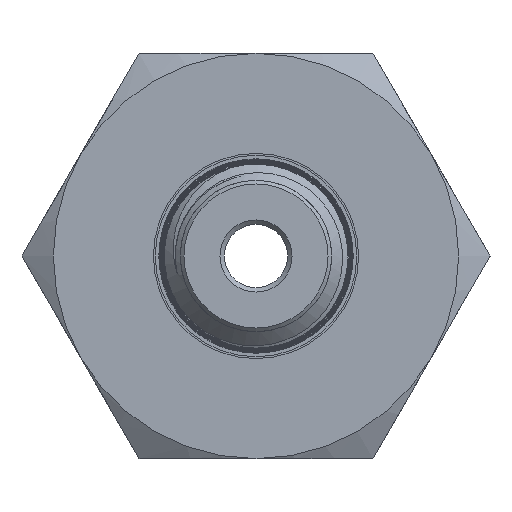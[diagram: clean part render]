
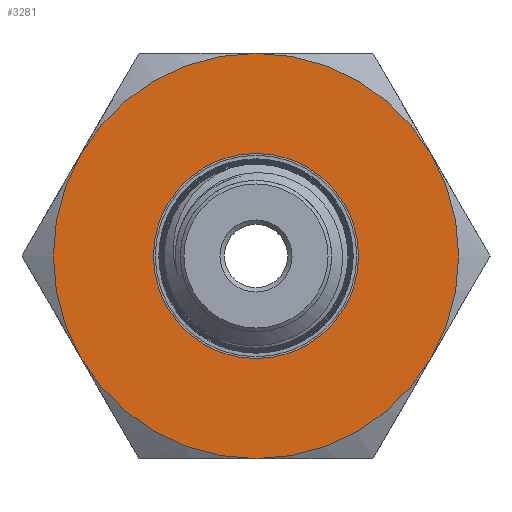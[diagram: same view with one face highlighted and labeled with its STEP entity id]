
A CAD part, left-side view. The second image highlights one B-rep face of the part: STEP entity #3281.
In plain terms, the highlighted planar face has unit normal (-1, 0, 0).
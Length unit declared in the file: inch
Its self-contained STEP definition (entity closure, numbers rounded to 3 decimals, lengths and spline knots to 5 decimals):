
#297 = DIRECTION ( 'NONE',  ( 0., 0., -1. ) ) ;
#613 = EDGE_CURVE ( 'NONE', #4664, #8229, #3832, .T. ) ;
#616 = CARTESIAN_POINT ( 'NONE',  ( -0.9445, 0., 0.5625 ) ) ;
#645 = CIRCLE ( 'NONE', #8742, 0.5625 ) ;
#734 = DIRECTION ( 'NONE',  ( -1., 0., 0. ) ) ;
#743 = VERTEX_POINT ( 'NONE', #4327 ) ;
#799 = AXIS2_PLACEMENT_3D ( 'NONE', #6631, #14922, #7071 ) ;
#969 = FACE_BOUND ( 'NONE', #9866, .T. ) ;
#1622 = ORIENTED_EDGE ( 'NONE', *, *, #11520, .T. ) ;
#3061 = CIRCLE ( 'NONE', #4373, 0.28475 ) ;
#3281 = ADVANCED_FACE ( 'NONE', ( #969, #9960 ), #5267, .T. ) ;
#3519 = AXIS2_PLACEMENT_3D ( 'NONE', #9813, #734, #4704 ) ;
#3553 = CARTESIAN_POINT ( 'NONE',  ( -0.9445, -0.48714, -0.28125 ) ) ;
#3832 = CIRCLE ( 'NONE', #12397, 0.5625 ) ;
#4327 = CARTESIAN_POINT ( 'NONE',  ( -0.9445, 0.48714, 0.28125 ) ) ;
#4373 = AXIS2_PLACEMENT_3D ( 'NONE', #5519, #6779, #14680 ) ;
#4664 = VERTEX_POINT ( 'NONE', #11162 ) ;
#4704 = DIRECTION ( 'NONE',  ( 0., 0., 1. ) ) ;
#4763 = VERTEX_POINT ( 'NONE', #616 ) ;
#4848 = AXIS2_PLACEMENT_3D ( 'NONE', #6605, #5455, #15999 ) ;
#5267 = PLANE ( 'NONE',  #3519 ) ;
#5455 = DIRECTION ( 'NONE',  ( 1., 0., 0. ) ) ;
#5519 = CARTESIAN_POINT ( 'NONE',  ( -0.9445, 0., 0. ) ) ;
#5673 = CARTESIAN_POINT ( 'NONE',  ( -0.9445, 0., 0. ) ) ;
#5705 = VERTEX_POINT ( 'NONE', #13329 ) ;
#6334 = CIRCLE ( 'NONE', #799, 0.5625 ) ;
#6504 = EDGE_LOOP ( 'NONE', ( #12997, #12372, #8462, #10676, #12854, #8095 ) ) ;
#6605 = CARTESIAN_POINT ( 'NONE',  ( -0.9445, 0., 0. ) ) ;
#6631 = CARTESIAN_POINT ( 'NONE',  ( -0.9445, 0., 0. ) ) ;
#6779 = DIRECTION ( 'NONE',  ( 1., 0., 0. ) ) ;
#6970 = CIRCLE ( 'NONE', #12300, 0.5625 ) ;
#7071 = DIRECTION ( 'NONE',  ( 0., 0., -1. ) ) ;
#7466 = CARTESIAN_POINT ( 'NONE',  ( -0.9445, 0., 0. ) ) ;
#7524 = DIRECTION ( 'NONE',  ( 0., 0., -1. ) ) ;
#7530 = EDGE_CURVE ( 'NONE', #8229, #10678, #6970, .T. ) ;
#7907 = DIRECTION ( 'NONE',  ( 0., 0., -1. ) ) ;
#8095 = ORIENTED_EDGE ( 'NONE', *, *, #11065, .F. ) ;
#8148 = CIRCLE ( 'NONE', #4848, 0.5625 ) ;
#8178 = CIRCLE ( 'NONE', #16554, 0.5625 ) ;
#8229 = VERTEX_POINT ( 'NONE', #3553 ) ;
#8462 = ORIENTED_EDGE ( 'NONE', *, *, #613, .F. ) ;
#8742 = AXIS2_PLACEMENT_3D ( 'NONE', #7466, #8857, #7524 ) ;
#8857 = DIRECTION ( 'NONE',  ( 1., 0., 0. ) ) ;
#9813 = CARTESIAN_POINT ( 'NONE',  ( -0.9445, 0.5625, 0. ) ) ;
#9866 = EDGE_LOOP ( 'NONE', ( #1622 ) ) ;
#9953 = CARTESIAN_POINT ( 'NONE',  ( -0.9445, 0., 0. ) ) ;
#9960 = FACE_OUTER_BOUND ( 'NONE', #6504, .T. ) ;
#10141 = EDGE_CURVE ( 'NONE', #4763, #4664, #8178, .T. ) ;
#10676 = ORIENTED_EDGE ( 'NONE', *, *, #10141, .F. ) ;
#10678 = VERTEX_POINT ( 'NONE', #13040 ) ;
#10786 = DIRECTION ( 'NONE',  ( 1., 0., 0. ) ) ;
#11065 = EDGE_CURVE ( 'NONE', #5705, #743, #6334, .T. ) ;
#11162 = CARTESIAN_POINT ( 'NONE',  ( -0.9445, -0.48714, 0.28125 ) ) ;
#11176 = CARTESIAN_POINT ( 'NONE',  ( -0.9445, 0., -0.28475 ) ) ;
#11520 = EDGE_CURVE ( 'NONE', #15514, #15514, #3061, .T. ) ;
#12004 = CARTESIAN_POINT ( 'NONE',  ( -0.9445, 0., 0. ) ) ;
#12300 = AXIS2_PLACEMENT_3D ( 'NONE', #9953, #12586, #15328 ) ;
#12372 = ORIENTED_EDGE ( 'NONE', *, *, #7530, .F. ) ;
#12397 = AXIS2_PLACEMENT_3D ( 'NONE', #12004, #15775, #7907 ) ;
#12586 = DIRECTION ( 'NONE',  ( 1., 0., 0. ) ) ;
#12854 = ORIENTED_EDGE ( 'NONE', *, *, #13322, .F. ) ;
#12997 = ORIENTED_EDGE ( 'NONE', *, *, #16649, .F. ) ;
#13040 = CARTESIAN_POINT ( 'NONE',  ( -0.9445, 0., -0.5625 ) ) ;
#13322 = EDGE_CURVE ( 'NONE', #743, #4763, #645, .T. ) ;
#13329 = CARTESIAN_POINT ( 'NONE',  ( -0.9445, 0.48714, -0.28125 ) ) ;
#14680 = DIRECTION ( 'NONE',  ( 0., 0., -1. ) ) ;
#14922 = DIRECTION ( 'NONE',  ( 1., 0., 0. ) ) ;
#15328 = DIRECTION ( 'NONE',  ( 0., 0., -1. ) ) ;
#15514 = VERTEX_POINT ( 'NONE', #11176 ) ;
#15775 = DIRECTION ( 'NONE',  ( 1., 0., 0. ) ) ;
#15999 = DIRECTION ( 'NONE',  ( 0., 0., -1. ) ) ;
#16554 = AXIS2_PLACEMENT_3D ( 'NONE', #5673, #10786, #297 ) ;
#16649 = EDGE_CURVE ( 'NONE', #10678, #5705, #8148, .T. ) ;
